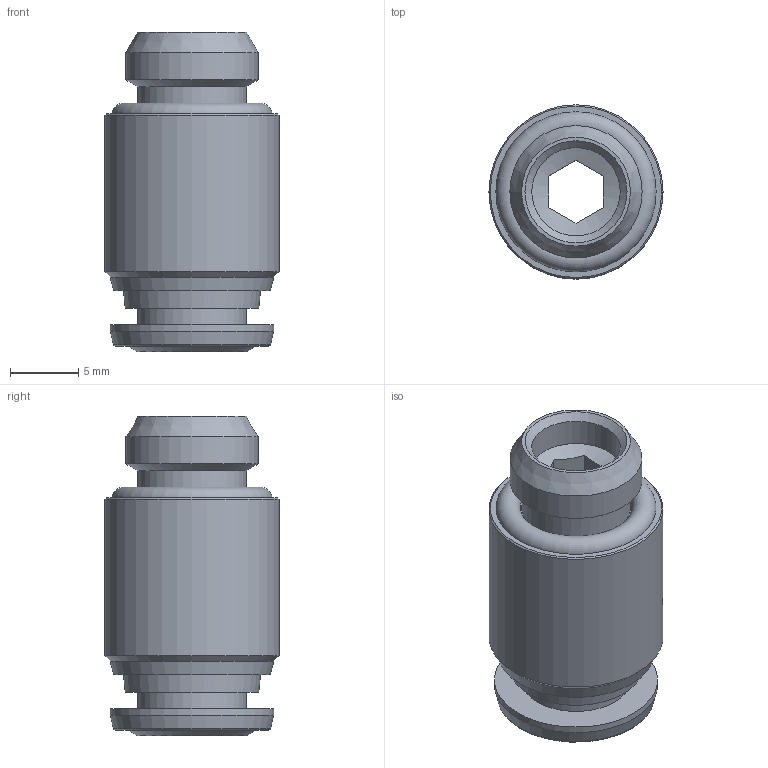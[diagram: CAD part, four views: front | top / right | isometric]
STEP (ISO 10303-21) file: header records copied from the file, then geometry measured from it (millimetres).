
FILE_DESCRIPTION(/* description */ ('STEP AP214'),/* implementation_level */ '2;1');
FILE_NAME(/* name */ '8085662_NPQR-DK-G18-Q6',/* time_stamp */ '2024-09-11T03:26:59+02:00',/* author */ ('License CC BY-ND 4.0'),/* organization */ ('CADENAS'),/* preprocessor_version */ 'ST-DEVELOPER v19.3',/* originating_system */ 'PARTsolutions',/* authorisation */ ' ');
FILE_SCHEMA (('AUTOMOTIVE_DESIGN {1 0 10303 214 3 1 1}'));
Length unit declared in the file: millimetre
Products named in the file (1): 8085662 NPQR-DK-G18-Q6---(high)
Bounding box: 12.8 x 12.8 x 23.5 mm (x, y, z)
Volume: 1804.5 mm3; surface area: 1594.4 mm2
Topology: 1 solids, 1 shells, 35 faces, 69 edges, 43 vertices
Faces by surface type: plane 15, cone 11, cylinder 7, torus 2
Full cylindrical faces by diameter (mm): 6 x1, 6.5 x1, 8 x2, 9.728 x1, 12 x1, 12.8 x1
Entity records: 1053 total; most frequent: CARTESIAN_POINT 142, DIRECTION 140, ORIENTED_EDGE 92, EDGE_LOOP 64, FACE_BOUND 64, AXIS2_PLACEMENT_3D 64, EDGE_CURVE 46, VERTEX_POINT 40
